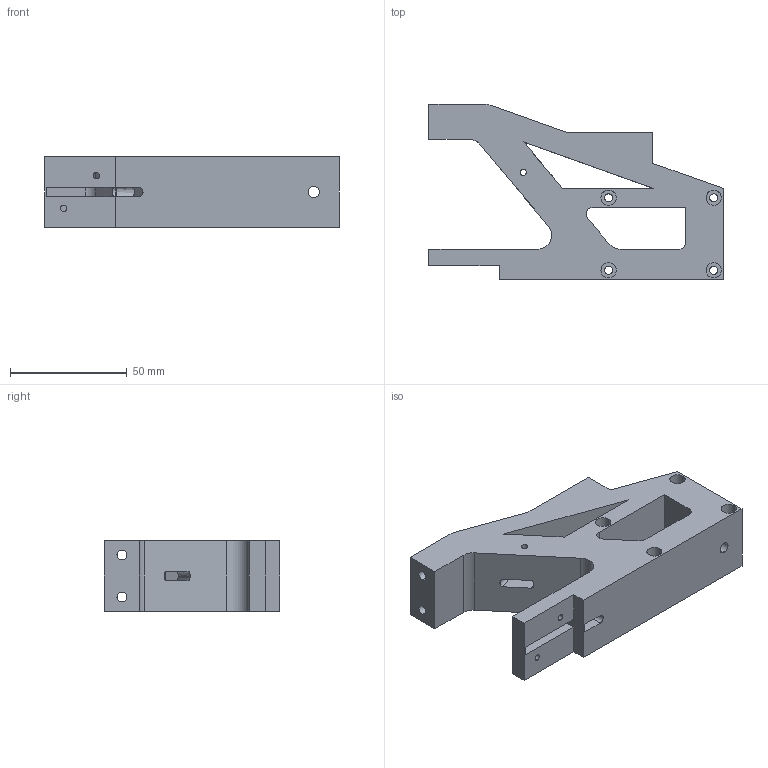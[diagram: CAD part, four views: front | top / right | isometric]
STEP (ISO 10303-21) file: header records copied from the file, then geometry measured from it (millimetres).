
FILE_DESCRIPTION (( 'STEP AP203' ), '1' );
FILE_NAME ('truss end-1 (ULTIMATE).STEP', '2021-11-19T20:50:17', ( '' ), ( '' ), 'SwSTEP 2.0', 'SolidWorks 2020', '' );
FILE_SCHEMA (( 'CONFIG_CONTROL_DESIGN' ));
Length unit declared in the file: millimetre
Products named in the file (1): truss end-1 (ULTIMATE)
Bounding box: 125.85 x 75 x 30 mm (x, y, z)
Volume: 131620.7 mm3; surface area: 37461.6 mm2
Topology: 1 solids, 1 shells, 115 faces, 306 edges, 196 vertices
Faces by surface type: cylinder 56, plane 43, bspline 10, cone 4, torus 2
Entity records: 4836 total; most frequent: CARTESIAN_POINT 1890, ORIENTED_EDGE 604, DIRECTION 570, EDGE_CURVE 302, AXIS2_PLACEMENT_3D 208, VERTEX_POINT 196, EDGE_LOOP 158, VECTOR 154
